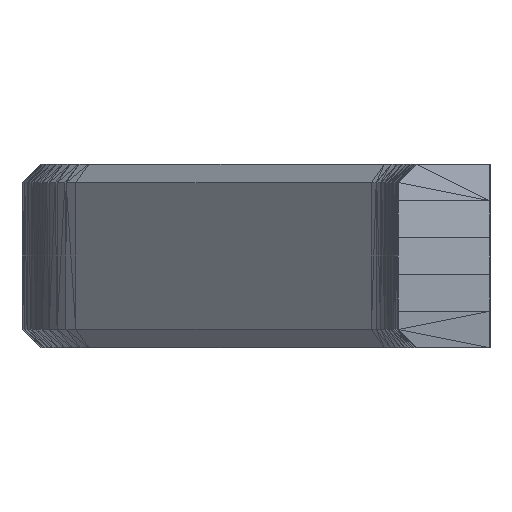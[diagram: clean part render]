
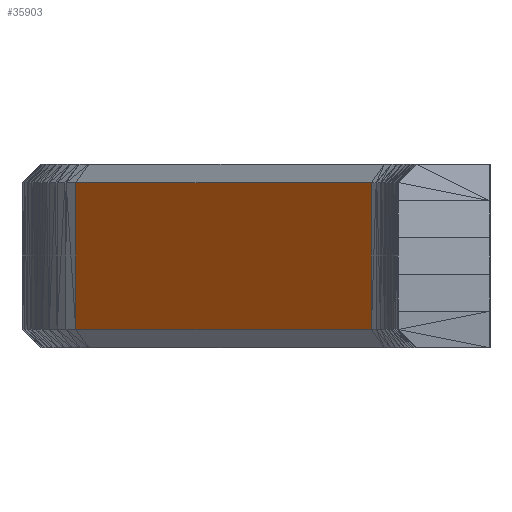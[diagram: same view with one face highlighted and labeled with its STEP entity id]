
A CAD part, left-side view. The second image highlights one B-rep face of the part: STEP entity #35903.
In plain terms, the highlighted planar face has unit normal (-0.707, 0.707, 0).
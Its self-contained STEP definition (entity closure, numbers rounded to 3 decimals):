
#3865 = VERTEX_POINT('',#3866);
#3866 = CARTESIAN_POINT('',(25.571,31.076,14.));
#3918 = EDGE_CURVE('',#3865,#3919,#3921,.T.);
#3919 = VERTEX_POINT('',#3920);
#3920 = CARTESIAN_POINT('',(25.571,31.076,6.));
#3921 = LINE('',#3922,#3923);
#3922 = CARTESIAN_POINT('',(25.571,31.076,14.));
#3923 = VECTOR('',#3924,1.);
#3924 = DIRECTION('',(0.,0.,-1.));
#12191 = VERTEX_POINT('',#12192);
#12192 = CARTESIAN_POINT('',(9.464,14.97,6.));
#12213 = VERTEX_POINT('',#12214);
#12214 = CARTESIAN_POINT('',(9.464,14.97,14.));
#12316 = EDGE_CURVE('',#12213,#12191,#12317,.T.);
#12317 = LINE('',#12318,#12319);
#12318 = CARTESIAN_POINT('',(9.464,14.97,14.));
#12319 = VECTOR('',#12320,1.);
#12320 = DIRECTION('',(0.,0.,-1.));
#35772 = EDGE_CURVE('',#12191,#3919,#35773,.T.);
#35773 = LINE('',#35774,#35775);
#35774 = CARTESIAN_POINT('',(9.464,14.97,6.));
#35775 = VECTOR('',#35776,1.);
#35776 = DIRECTION('',(0.707,0.707,0.));
#35790 = EDGE_CURVE('',#12213,#3865,#35791,.T.);
#35791 = LINE('',#35792,#35793);
#35792 = CARTESIAN_POINT('',(9.464,14.97,14.));
#35793 = VECTOR('',#35794,1.);
#35794 = DIRECTION('',(0.707,0.707,0.));
#35903 = ADVANCED_FACE('',(#35904),#35910,.T.);
#35904 = FACE_BOUND('',#35905,.T.);
#35905 = EDGE_LOOP('',(#35906,#35907,#35908,#35909));
#35906 = ORIENTED_EDGE('',*,*,#12316,.F.);
#35907 = ORIENTED_EDGE('',*,*,#35790,.T.);
#35908 = ORIENTED_EDGE('',*,*,#3918,.T.);
#35909 = ORIENTED_EDGE('',*,*,#35772,.F.);
#35910 = PLANE('',#35911);
#35911 = AXIS2_PLACEMENT_3D('',#35912,#35913,#35914);
#35912 = CARTESIAN_POINT('',(17.518,23.023,10.));
#35913 = DIRECTION('',(-0.707,0.707,0.));
#35914 = DIRECTION('',(0.707,0.707,0.));
